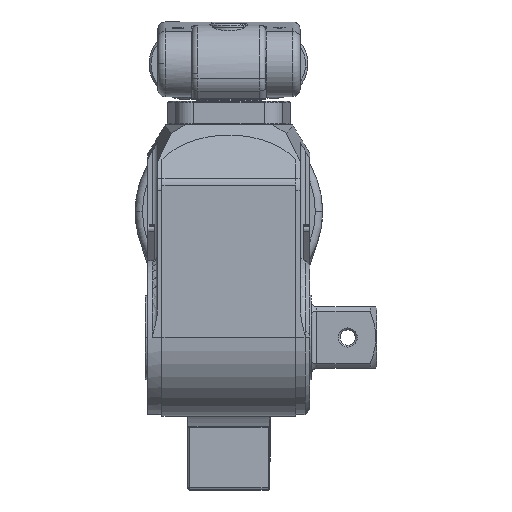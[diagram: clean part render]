
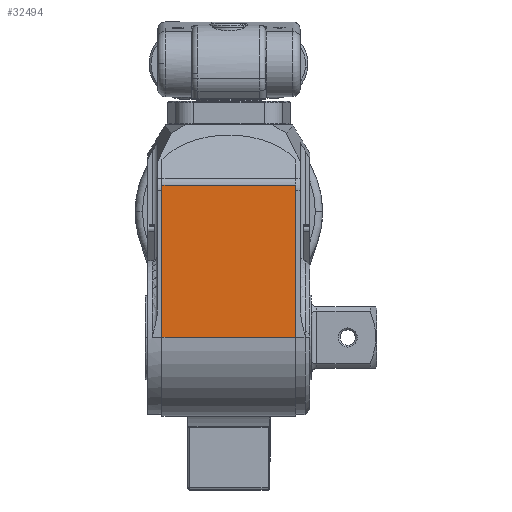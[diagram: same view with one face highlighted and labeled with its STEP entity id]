
A CAD part, top view. The second image highlights one B-rep face of the part: STEP entity #32494.
In plain terms, the highlighted planar face has unit normal (0, 0, 1).
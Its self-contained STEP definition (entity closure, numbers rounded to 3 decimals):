
#986 = CARTESIAN_POINT ( 'NONE',  ( -27.559, 62.611, 32.461 ) ) ;
#1351 = VERTEX_POINT ( 'NONE', #986 ) ;
#1781 = VERTEX_POINT ( 'NONE', #4588 ) ;
#4588 = CARTESIAN_POINT ( 'NONE',  ( 27.559, 62.611, 32.461 ) ) ;
#9139 = CARTESIAN_POINT ( 'NONE',  ( -27.559, 0., 32.461 ) ) ;
#9743 = CARTESIAN_POINT ( 'NONE',  ( 27.559, 0., 32.461 ) ) ;
#12064 = EDGE_CURVE ( 'NONE', #17740, #16829, #31708, .T. ) ;
#13224 = EDGE_CURVE ( 'NONE', #16829, #1781, #27331, .T. ) ;
#14131 = VECTOR ( 'NONE', #15997, 1000. ) ;
#14234 = ORIENTED_EDGE ( 'NONE', *, *, #12064, .T. ) ;
#14604 = VECTOR ( 'NONE', #27905, 1000. ) ;
#15997 = DIRECTION ( 'NONE',  ( 0., 1., 0. ) ) ;
#16019 = ORIENTED_EDGE ( 'NONE', *, *, #13224, .T. ) ;
#16829 = VERTEX_POINT ( 'NONE', #9743 ) ;
#17271 = CARTESIAN_POINT ( 'NONE',  ( -27.559, 0., 32.461 ) ) ;
#17740 = VERTEX_POINT ( 'NONE', #23824 ) ;
#21105 = PLANE ( 'NONE',  #24775 ) ;
#21462 = EDGE_LOOP ( 'NONE', ( #16019, #37483, #30714, #14234 ) ) ;
#23199 = LINE ( 'NONE', #9139, #14131 ) ;
#23824 = CARTESIAN_POINT ( 'NONE',  ( -27.559, 0., 32.461 ) ) ;
#23876 = DIRECTION ( 'NONE',  ( 0., 1., 0. ) ) ;
#24775 = AXIS2_PLACEMENT_3D ( 'NONE', #17271, #38034, #34595 ) ;
#25743 = VECTOR ( 'NONE', #23876, 1000. ) ;
#27020 = CARTESIAN_POINT ( 'NONE',  ( -27.559, 62.611, 32.461 ) ) ;
#27331 = LINE ( 'NONE', #34194, #25743 ) ;
#27905 = DIRECTION ( 'NONE',  ( 1., 0., 0. ) ) ;
#29253 = FACE_OUTER_BOUND ( 'NONE', #21462, .T. ) ;
#29960 = EDGE_CURVE ( 'NONE', #17740, #1351, #23199, .T. ) ;
#30306 = EDGE_CURVE ( 'NONE', #1351, #1781, #30693, .T. ) ;
#30693 = LINE ( 'NONE', #27020, #31768 ) ;
#30714 = ORIENTED_EDGE ( 'NONE', *, *, #29960, .F. ) ;
#31708 = LINE ( 'NONE', #41500, #14604 ) ;
#31768 = VECTOR ( 'NONE', #34037, 1000. ) ;
#32494 = ADVANCED_FACE ( 'NONE', ( #29253 ), #21105, .F. ) ;
#34037 = DIRECTION ( 'NONE',  ( 1., 0., 0. ) ) ;
#34194 = CARTESIAN_POINT ( 'NONE',  ( 27.559, 0., 32.461 ) ) ;
#34595 = DIRECTION ( 'NONE',  ( 0., -1., 0. ) ) ;
#37483 = ORIENTED_EDGE ( 'NONE', *, *, #30306, .F. ) ;
#38034 = DIRECTION ( 'NONE',  ( 0., 0., -1. ) ) ;
#41500 = CARTESIAN_POINT ( 'NONE',  ( -27.559, 0., 32.461 ) ) ;
